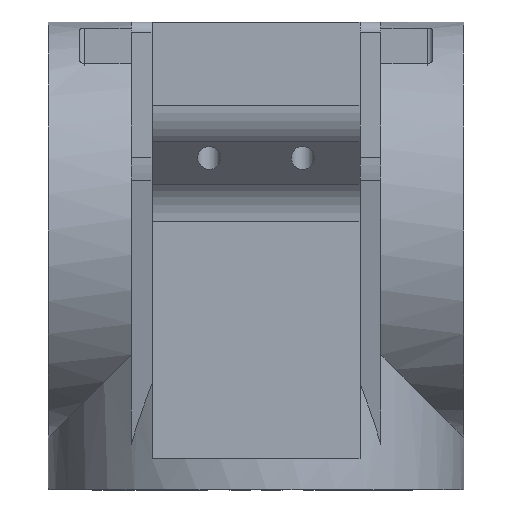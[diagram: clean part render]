
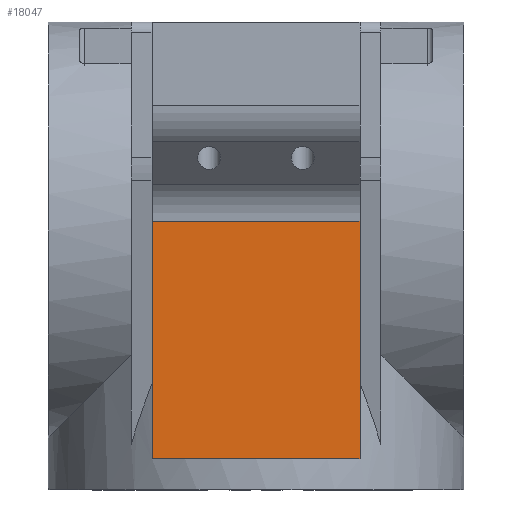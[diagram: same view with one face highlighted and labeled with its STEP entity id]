
A CAD part, front view. The second image highlights one B-rep face of the part: STEP entity #18047.
In plain terms, the highlighted planar face has unit normal (0, -1, 0).
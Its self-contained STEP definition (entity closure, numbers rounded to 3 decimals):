
#11069 = VERTEX_POINT('',#11070);
#11070 = CARTESIAN_POINT('',(-10.,-13.,-7.31));
#11085 = PLANE('',#11086);
#11086 = AXIS2_PLACEMENT_3D('',#11087,#11088,#11089);
#11087 = CARTESIAN_POINT('',(-10.,-13.,0.858));
#11088 = DIRECTION('',(1.,0.,0.));
#11089 = DIRECTION('',(0.,0.,1.));
#11125 = VERTEX_POINT('',#11126);
#11126 = CARTESIAN_POINT('',(-10.,-13.,-8.69));
#11167 = PLANE('',#11168);
#11168 = AXIS2_PLACEMENT_3D('',#11169,#11170,#11171);
#11169 = CARTESIAN_POINT('',(-10.,-14.956,-8.));
#11170 = DIRECTION('',(1.,0.,0.));
#11171 = DIRECTION('',(0.,0.,-1.));
#11764 = VERTEX_POINT('',#11765);
#11765 = CARTESIAN_POINT('',(10.,-13.,-7.31));
#11780 = PLANE('',#11781);
#11781 = AXIS2_PLACEMENT_3D('',#11782,#11783,#11784);
#11782 = CARTESIAN_POINT('',(10.,-12.756,-8.));
#11783 = DIRECTION('',(-1.,0.,0.));
#11784 = DIRECTION('',(0.,0.,-1.));
#11820 = VERTEX_POINT('',#11821);
#11821 = CARTESIAN_POINT('',(10.,-13.,-8.69));
#11862 = PLANE('',#11863);
#11863 = AXIS2_PLACEMENT_3D('',#11864,#11865,#11866);
#11864 = CARTESIAN_POINT('',(10.,-13.,0.858));
#11865 = DIRECTION('',(1.,0.,0.));
#11866 = DIRECTION('',(0.,0.,1.));
#12765 = PLANE('',#12766);
#12766 = AXIS2_PLACEMENT_3D('',#12767,#12768,#12769);
#12767 = CARTESIAN_POINT('',(-10.,-13.,-22.));
#12768 = DIRECTION('',(0.,0.,-1.));
#12769 = DIRECTION('',(0.,-1.,0.));
#15251 = EDGE_CURVE('',#15252,#11069,#15254,.T.);
#15252 = VERTEX_POINT('',#15253);
#15253 = CARTESIAN_POINT('',(-10.,-13.,0.858));
#15254 = SURFACE_CURVE('',#15255,(#15259,#15266),.PCURVE_S1.);
#15255 = LINE('',#15256,#15257);
#15256 = CARTESIAN_POINT('',(-10.,-13.,0.858));
#15257 = VECTOR('',#15258,1.);
#15258 = DIRECTION('',(0.,0.,-1.));
#15259 = PCURVE('',#11085,#15260);
#15260 = DEFINITIONAL_REPRESENTATION('',(#15261),#15265);
#15261 = LINE('',#15262,#15263);
#15262 = CARTESIAN_POINT('',(0.,0.));
#15263 = VECTOR('',#15264,1.);
#15264 = DIRECTION('',(-1.,0.));
#15265 = ( GEOMETRIC_REPRESENTATION_CONTEXT(2) 
PARAMETRIC_REPRESENTATION_CONTEXT() REPRESENTATION_CONTEXT('2D SPACE',''
  ) );
#15266 = PCURVE('',#15267,#15272);
#15267 = PLANE('',#15268);
#15268 = AXIS2_PLACEMENT_3D('',#15269,#15270,#15271);
#15269 = CARTESIAN_POINT('',(-10.,-13.,0.858));
#15270 = DIRECTION('',(0.,1.,0.));
#15271 = DIRECTION('',(0.,0.,-1.));
#15272 = DEFINITIONAL_REPRESENTATION('',(#15273),#15277);
#15273 = LINE('',#15274,#15275);
#15274 = CARTESIAN_POINT('',(0.,0.));
#15275 = VECTOR('',#15276,1.);
#15276 = DIRECTION('',(1.,0.));
#15277 = ( GEOMETRIC_REPRESENTATION_CONTEXT(2) 
PARAMETRIC_REPRESENTATION_CONTEXT() REPRESENTATION_CONTEXT('2D SPACE',''
  ) );
#15296 = CYLINDRICAL_SURFACE('',#15297,5.);
#15297 = AXIS2_PLACEMENT_3D('',#15298,#15299,#15300);
#15298 = CARTESIAN_POINT('',(-10.,-18.,0.858));
#15299 = DIRECTION('',(-1.,0.,0.));
#15300 = DIRECTION('',(0.,1.,0.));
#15485 = VERTEX_POINT('',#15486);
#15486 = CARTESIAN_POINT('',(-10.,-13.,-22.));
#15507 = EDGE_CURVE('',#11125,#15485,#15508,.T.);
#15508 = SURFACE_CURVE('',#15509,(#15513,#15520),.PCURVE_S1.);
#15509 = LINE('',#15510,#15511);
#15510 = CARTESIAN_POINT('',(-10.,-13.,0.858));
#15511 = VECTOR('',#15512,1.);
#15512 = DIRECTION('',(0.,0.,-1.));
#15513 = PCURVE('',#11085,#15514);
#15514 = DEFINITIONAL_REPRESENTATION('',(#15515),#15519);
#15515 = LINE('',#15516,#15517);
#15516 = CARTESIAN_POINT('',(0.,0.));
#15517 = VECTOR('',#15518,1.);
#15518 = DIRECTION('',(-1.,0.));
#15519 = ( GEOMETRIC_REPRESENTATION_CONTEXT(2) 
PARAMETRIC_REPRESENTATION_CONTEXT() REPRESENTATION_CONTEXT('2D SPACE',''
  ) );
#15520 = PCURVE('',#15267,#15521);
#15521 = DEFINITIONAL_REPRESENTATION('',(#15522),#15526);
#15522 = LINE('',#15523,#15524);
#15523 = CARTESIAN_POINT('',(0.,0.));
#15524 = VECTOR('',#15525,1.);
#15525 = DIRECTION('',(1.,0.));
#15526 = ( GEOMETRIC_REPRESENTATION_CONTEXT(2) 
PARAMETRIC_REPRESENTATION_CONTEXT() REPRESENTATION_CONTEXT('2D SPACE',''
  ) );
#15534 = EDGE_CURVE('',#11069,#11125,#15535,.T.);
#15535 = SURFACE_CURVE('',#15536,(#15540,#15547),.PCURVE_S1.);
#15536 = LINE('',#15537,#15538);
#15537 = CARTESIAN_POINT('',(-10.,-13.,0.858));
#15538 = VECTOR('',#15539,1.);
#15539 = DIRECTION('',(0.,0.,-1.));
#15540 = PCURVE('',#11167,#15541);
#15541 = DEFINITIONAL_REPRESENTATION('',(#15542),#15546);
#15542 = LINE('',#15543,#15544);
#15543 = CARTESIAN_POINT('',(-8.858,1.956));
#15544 = VECTOR('',#15545,1.);
#15545 = DIRECTION('',(1.,0.));
#15546 = ( GEOMETRIC_REPRESENTATION_CONTEXT(2) 
PARAMETRIC_REPRESENTATION_CONTEXT() REPRESENTATION_CONTEXT('2D SPACE',''
  ) );
#15547 = PCURVE('',#15267,#15548);
#15548 = DEFINITIONAL_REPRESENTATION('',(#15549),#15553);
#15549 = LINE('',#15550,#15551);
#15550 = CARTESIAN_POINT('',(0.,0.));
#15551 = VECTOR('',#15552,1.);
#15552 = DIRECTION('',(1.,0.));
#15553 = ( GEOMETRIC_REPRESENTATION_CONTEXT(2) 
PARAMETRIC_REPRESENTATION_CONTEXT() REPRESENTATION_CONTEXT('2D SPACE',''
  ) );
#16017 = EDGE_CURVE('',#11764,#11820,#16018,.T.);
#16018 = SURFACE_CURVE('',#16019,(#16023,#16030),.PCURVE_S1.);
#16019 = LINE('',#16020,#16021);
#16020 = CARTESIAN_POINT('',(10.,-13.,0.858));
#16021 = VECTOR('',#16022,1.);
#16022 = DIRECTION('',(0.,0.,-1.));
#16023 = PCURVE('',#11780,#16024);
#16024 = DEFINITIONAL_REPRESENTATION('',(#16025),#16029);
#16025 = LINE('',#16026,#16027);
#16026 = CARTESIAN_POINT('',(-8.858,0.244));
#16027 = VECTOR('',#16028,1.);
#16028 = DIRECTION('',(1.,0.));
#16029 = ( GEOMETRIC_REPRESENTATION_CONTEXT(2) 
PARAMETRIC_REPRESENTATION_CONTEXT() REPRESENTATION_CONTEXT('2D SPACE',''
  ) );
#16030 = PCURVE('',#15267,#16031);
#16031 = DEFINITIONAL_REPRESENTATION('',(#16032),#16036);
#16032 = LINE('',#16033,#16034);
#16033 = CARTESIAN_POINT('',(0.,-20.));
#16034 = VECTOR('',#16035,1.);
#16035 = DIRECTION('',(1.,0.));
#16036 = ( GEOMETRIC_REPRESENTATION_CONTEXT(2) 
PARAMETRIC_REPRESENTATION_CONTEXT() REPRESENTATION_CONTEXT('2D SPACE',''
  ) );
#16041 = EDGE_CURVE('',#16042,#11764,#16044,.T.);
#16042 = VERTEX_POINT('',#16043);
#16043 = CARTESIAN_POINT('',(10.,-13.,0.858));
#16044 = SURFACE_CURVE('',#16045,(#16049,#16056),.PCURVE_S1.);
#16045 = LINE('',#16046,#16047);
#16046 = CARTESIAN_POINT('',(10.,-13.,0.858));
#16047 = VECTOR('',#16048,1.);
#16048 = DIRECTION('',(0.,0.,-1.));
#16049 = PCURVE('',#11862,#16050);
#16050 = DEFINITIONAL_REPRESENTATION('',(#16051),#16055);
#16051 = LINE('',#16052,#16053);
#16052 = CARTESIAN_POINT('',(0.,0.));
#16053 = VECTOR('',#16054,1.);
#16054 = DIRECTION('',(-1.,0.));
#16055 = ( GEOMETRIC_REPRESENTATION_CONTEXT(2) 
PARAMETRIC_REPRESENTATION_CONTEXT() REPRESENTATION_CONTEXT('2D SPACE',''
  ) );
#16056 = PCURVE('',#15267,#16057);
#16057 = DEFINITIONAL_REPRESENTATION('',(#16058),#16062);
#16058 = LINE('',#16059,#16060);
#16059 = CARTESIAN_POINT('',(0.,-20.));
#16060 = VECTOR('',#16061,1.);
#16061 = DIRECTION('',(1.,0.));
#16062 = ( GEOMETRIC_REPRESENTATION_CONTEXT(2) 
PARAMETRIC_REPRESENTATION_CONTEXT() REPRESENTATION_CONTEXT('2D SPACE',''
  ) );
#16255 = VERTEX_POINT('',#16256);
#16256 = CARTESIAN_POINT('',(10.,-13.,-22.));
#16277 = EDGE_CURVE('',#11820,#16255,#16278,.T.);
#16278 = SURFACE_CURVE('',#16279,(#16283,#16290),.PCURVE_S1.);
#16279 = LINE('',#16280,#16281);
#16280 = CARTESIAN_POINT('',(10.,-13.,0.858));
#16281 = VECTOR('',#16282,1.);
#16282 = DIRECTION('',(0.,0.,-1.));
#16283 = PCURVE('',#11862,#16284);
#16284 = DEFINITIONAL_REPRESENTATION('',(#16285),#16289);
#16285 = LINE('',#16286,#16287);
#16286 = CARTESIAN_POINT('',(0.,0.));
#16287 = VECTOR('',#16288,1.);
#16288 = DIRECTION('',(-1.,0.));
#16289 = ( GEOMETRIC_REPRESENTATION_CONTEXT(2) 
PARAMETRIC_REPRESENTATION_CONTEXT() REPRESENTATION_CONTEXT('2D SPACE',''
  ) );
#16290 = PCURVE('',#15267,#16291);
#16291 = DEFINITIONAL_REPRESENTATION('',(#16292),#16296);
#16292 = LINE('',#16293,#16294);
#16293 = CARTESIAN_POINT('',(0.,-20.));
#16294 = VECTOR('',#16295,1.);
#16295 = DIRECTION('',(1.,0.));
#16296 = ( GEOMETRIC_REPRESENTATION_CONTEXT(2) 
PARAMETRIC_REPRESENTATION_CONTEXT() REPRESENTATION_CONTEXT('2D SPACE',''
  ) );
#16907 = EDGE_CURVE('',#15485,#16255,#16908,.T.);
#16908 = SURFACE_CURVE('',#16909,(#16913,#16920),.PCURVE_S1.);
#16909 = LINE('',#16910,#16911);
#16910 = CARTESIAN_POINT('',(-10.,-13.,-22.));
#16911 = VECTOR('',#16912,1.);
#16912 = DIRECTION('',(1.,0.,0.));
#16913 = PCURVE('',#12765,#16914);
#16914 = DEFINITIONAL_REPRESENTATION('',(#16915),#16919);
#16915 = LINE('',#16916,#16917);
#16916 = CARTESIAN_POINT('',(0.,0.));
#16917 = VECTOR('',#16918,1.);
#16918 = DIRECTION('',(0.,-1.));
#16919 = ( GEOMETRIC_REPRESENTATION_CONTEXT(2) 
PARAMETRIC_REPRESENTATION_CONTEXT() REPRESENTATION_CONTEXT('2D SPACE',''
  ) );
#16920 = PCURVE('',#15267,#16921);
#16921 = DEFINITIONAL_REPRESENTATION('',(#16922),#16926);
#16922 = LINE('',#16923,#16924);
#16923 = CARTESIAN_POINT('',(22.858,0.));
#16924 = VECTOR('',#16925,1.);
#16925 = DIRECTION('',(0.,-1.));
#16926 = ( GEOMETRIC_REPRESENTATION_CONTEXT(2) 
PARAMETRIC_REPRESENTATION_CONTEXT() REPRESENTATION_CONTEXT('2D SPACE',''
  ) );
#18047 = ADVANCED_FACE('',(#18048),#15267,.F.);
#18048 = FACE_BOUND('',#18049,.F.);
#18049 = EDGE_LOOP('',(#18050,#18071,#18072,#18073,#18074,#18075,#18076,
    #18077));
#18050 = ORIENTED_EDGE('',*,*,#18051,.T.);
#18051 = EDGE_CURVE('',#15252,#16042,#18052,.T.);
#18052 = SURFACE_CURVE('',#18053,(#18057,#18064),.PCURVE_S1.);
#18053 = LINE('',#18054,#18055);
#18054 = CARTESIAN_POINT('',(-10.,-13.,0.858));
#18055 = VECTOR('',#18056,1.);
#18056 = DIRECTION('',(1.,0.,0.));
#18057 = PCURVE('',#15267,#18058);
#18058 = DEFINITIONAL_REPRESENTATION('',(#18059),#18063);
#18059 = LINE('',#18060,#18061);
#18060 = CARTESIAN_POINT('',(0.,0.));
#18061 = VECTOR('',#18062,1.);
#18062 = DIRECTION('',(0.,-1.));
#18063 = ( GEOMETRIC_REPRESENTATION_CONTEXT(2) 
PARAMETRIC_REPRESENTATION_CONTEXT() REPRESENTATION_CONTEXT('2D SPACE',''
  ) );
#18064 = PCURVE('',#15296,#18065);
#18065 = DEFINITIONAL_REPRESENTATION('',(#18066),#18070);
#18066 = LINE('',#18067,#18068);
#18067 = CARTESIAN_POINT('',(0.,0.));
#18068 = VECTOR('',#18069,1.);
#18069 = DIRECTION('',(0.,-1.));
#18070 = ( GEOMETRIC_REPRESENTATION_CONTEXT(2) 
PARAMETRIC_REPRESENTATION_CONTEXT() REPRESENTATION_CONTEXT('2D SPACE',''
  ) );
#18071 = ORIENTED_EDGE('',*,*,#16041,.T.);
#18072 = ORIENTED_EDGE('',*,*,#16017,.T.);
#18073 = ORIENTED_EDGE('',*,*,#16277,.T.);
#18074 = ORIENTED_EDGE('',*,*,#16907,.F.);
#18075 = ORIENTED_EDGE('',*,*,#15507,.F.);
#18076 = ORIENTED_EDGE('',*,*,#15534,.F.);
#18077 = ORIENTED_EDGE('',*,*,#15251,.F.);
